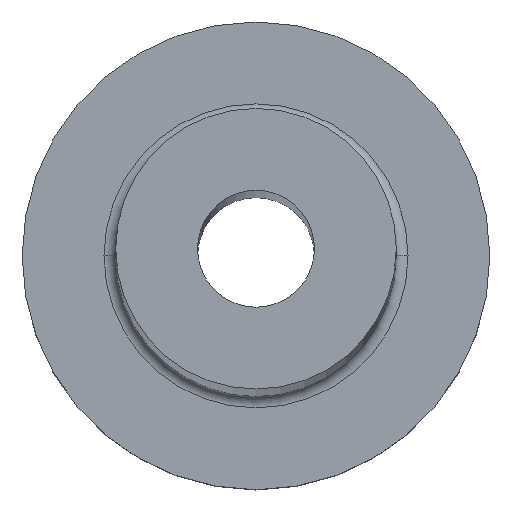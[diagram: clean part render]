
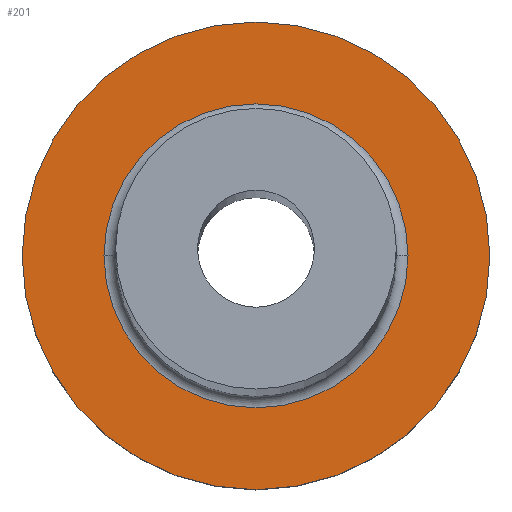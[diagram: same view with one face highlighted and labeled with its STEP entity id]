
A CAD part, top view. The second image highlights one B-rep face of the part: STEP entity #201.
In plain terms, the highlighted planar face has unit normal (0, 0, 1).
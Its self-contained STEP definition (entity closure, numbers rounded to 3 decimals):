
#7 = CIRCLE ( 'NONE', #58, 10. ) ;
#9 = DIRECTION ( 'NONE',  ( 0., 0., 1. ) ) ;
#11 = FACE_OUTER_BOUND ( 'NONE', #373, .T. ) ;
#15 = AXIS2_PLACEMENT_3D ( 'NONE', #34, #184, #271 ) ;
#20 = AXIS2_PLACEMENT_3D ( 'NONE', #268, #150, #248 ) ;
#34 = CARTESIAN_POINT ( 'NONE',  ( 0., 0., 7. ) ) ;
#40 = CIRCLE ( 'NONE', #304, 6.5 ) ;
#42 = FACE_BOUND ( 'NONE', #136, .T. ) ;
#58 = AXIS2_PLACEMENT_3D ( 'NONE', #295, #122, #92 ) ;
#74 = EDGE_CURVE ( 'NONE', #368, #329, #7, .T. ) ;
#76 = ORIENTED_EDGE ( 'NONE', *, *, #152, .T. ) ;
#92 = DIRECTION ( 'NONE',  ( 1., 0., 0. ) ) ;
#98 = CARTESIAN_POINT ( 'NONE',  ( 6.5, 0., 7. ) ) ;
#110 = ORIENTED_EDGE ( 'NONE', *, *, #74, .T. ) ;
#119 = CARTESIAN_POINT ( 'NONE',  ( -6.5, 0., 7. ) ) ;
#122 = DIRECTION ( 'NONE',  ( 0., 0., 1. ) ) ;
#136 = EDGE_LOOP ( 'NONE', ( #76, #174 ) ) ;
#139 = CARTESIAN_POINT ( 'NONE',  ( -10., 0., 7. ) ) ;
#141 = CIRCLE ( 'NONE', #20, 10. ) ;
#142 = EDGE_CURVE ( 'NONE', #329, #368, #141, .T. ) ;
#147 = DIRECTION ( 'NONE',  ( 0., 0., -1. ) ) ;
#150 = DIRECTION ( 'NONE',  ( 0., 0., 1. ) ) ;
#152 = EDGE_CURVE ( 'NONE', #239, #161, #40, .T. ) ;
#156 = CARTESIAN_POINT ( 'NONE',  ( 0., 0., 7. ) ) ;
#157 = DIRECTION ( 'NONE',  ( 1., 0., 0. ) ) ;
#161 = VERTEX_POINT ( 'NONE', #119 ) ;
#162 = EDGE_CURVE ( 'NONE', #161, #239, #377, .T. ) ;
#174 = ORIENTED_EDGE ( 'NONE', *, *, #162, .T. ) ;
#184 = DIRECTION ( 'NONE',  ( 0., 0., -1. ) ) ;
#201 = ADVANCED_FACE ( 'NONE', ( #42, #11 ), #256, .T. ) ;
#215 = DIRECTION ( 'NONE',  ( 1., 0., 0. ) ) ;
#239 = VERTEX_POINT ( 'NONE', #98 ) ;
#244 = AXIS2_PLACEMENT_3D ( 'NONE', #156, #9, #157 ) ;
#248 = DIRECTION ( 'NONE',  ( 1., 0., 0. ) ) ;
#256 = PLANE ( 'NONE',  #244 ) ;
#262 = ORIENTED_EDGE ( 'NONE', *, *, #142, .T. ) ;
#268 = CARTESIAN_POINT ( 'NONE',  ( 0., 0., 7. ) ) ;
#271 = DIRECTION ( 'NONE',  ( 1., 0., 0. ) ) ;
#291 = CARTESIAN_POINT ( 'NONE',  ( 10., 0., 7. ) ) ;
#295 = CARTESIAN_POINT ( 'NONE',  ( 0., 0., 7. ) ) ;
#304 = AXIS2_PLACEMENT_3D ( 'NONE', #351, #147, #215 ) ;
#329 = VERTEX_POINT ( 'NONE', #291 ) ;
#351 = CARTESIAN_POINT ( 'NONE',  ( 0., 0., 7. ) ) ;
#368 = VERTEX_POINT ( 'NONE', #139 ) ;
#373 = EDGE_LOOP ( 'NONE', ( #110, #262 ) ) ;
#377 = CIRCLE ( 'NONE', #15, 6.5 ) ;
